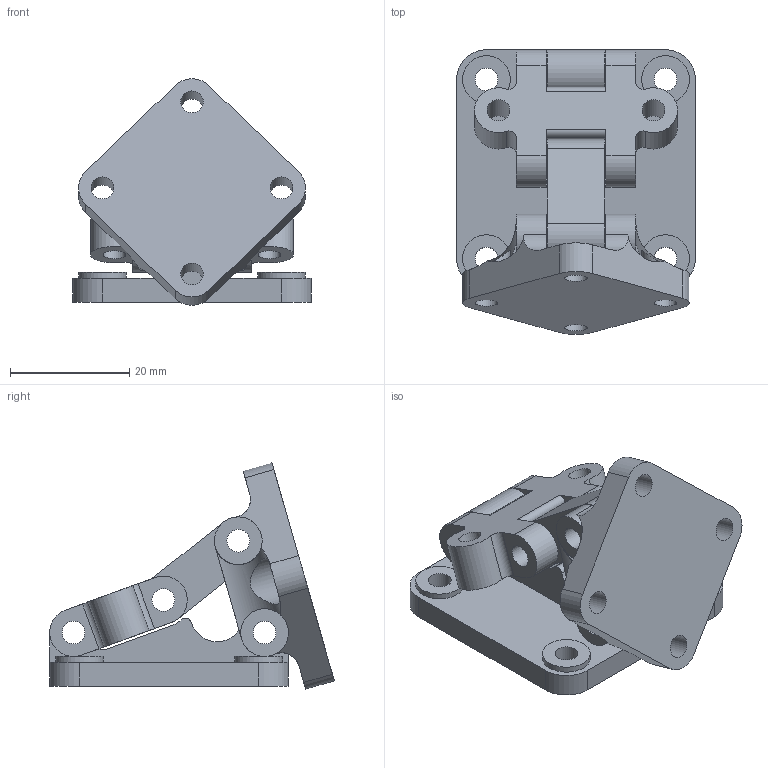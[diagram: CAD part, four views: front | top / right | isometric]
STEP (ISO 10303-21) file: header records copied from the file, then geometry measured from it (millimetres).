
FILE_DESCRIPTION(/* description */ (''),/* implementation_level */ '2;1');
FILE_NAME(/* name */ 'Head Retention 4 Bar Linkage v8.step',/* time_stamp */ '2025-08-06T01:08:59+10:00',/* author */ (''),/* organization */ (''),/* preprocessor_version */ 'ST-DEVELOPER v20.1',/* originating_system */ 'Autodesk Translation Framework v14.10.0.0',/* authorisation */ '');
FILE_SCHEMA (('AUTOMOTIVE_DESIGN { 1 0 10303 214 3 1 1 }'));
Length unit declared in the file: millimetre
Products named in the file (5): Head Retention 4 Bar Linkage; Component1; Component2; Component3; Component4
Assembly tree (4 placements, depth 2):
  Head Retention 4 Bar Linkage
    Component1
    Component2
    Component3
    Component4
Bounding box: 40 x 47.68 x 37.88 mm (x, y, z)
Volume: 18981.8 mm3; surface area: 11547.3 mm2
Topology: 4 solids, 4 shells, 136 faces, 356 edges, 232 vertices
Faces by surface type: cylinder 84, plane 52
Full cylindrical faces by diameter (mm): 3.8 x22, 8 x4
Entity records: 4595 total; most frequent: CARTESIAN_POINT 861, DIRECTION 810, ORIENTED_EDGE 712, EDGE_CURVE 356, AXIS2_PLACEMENT_3D 315, VERTEX_POINT 232, EDGE_LOOP 184, LINE 180
